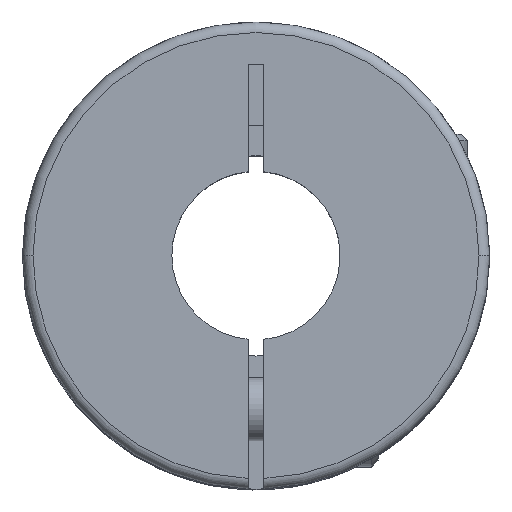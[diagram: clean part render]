
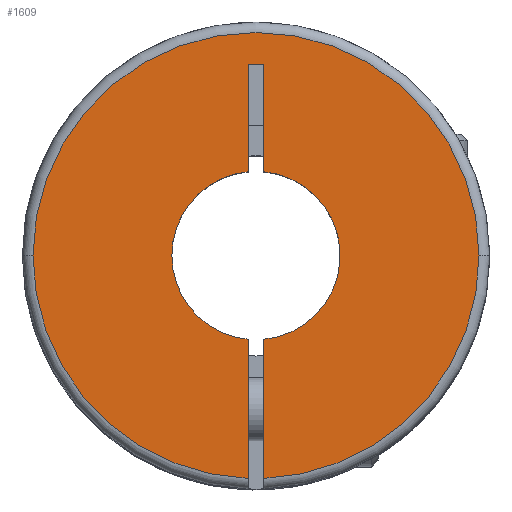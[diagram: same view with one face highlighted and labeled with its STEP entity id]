
A CAD part, top view. The second image highlights one B-rep face of the part: STEP entity #1609.
In plain terms, the highlighted planar face has unit normal (0, 0, 1).
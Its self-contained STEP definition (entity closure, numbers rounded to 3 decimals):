
#7 = FACE_OUTER_BOUND ( 'NONE', #2301, .T. ) ;
#59 = LINE ( 'NONE', #2780, #289 ) ;
#82 = DIRECTION ( 'NONE',  ( 0., -1., 0. ) ) ;
#83 = CARTESIAN_POINT ( 'NONE',  ( 10.6, 0., 0. ) ) ;
#170 = CARTESIAN_POINT ( 'NONE',  ( 0.375, -11.1, 0. ) ) ;
#171 = CARTESIAN_POINT ( 'NONE',  ( -0.375, -3.982, 0. ) ) ;
#175 = VERTEX_POINT ( 'NONE', #3157 ) ;
#182 = DIRECTION ( 'NONE',  ( -1., 0., 0. ) ) ;
#221 = VECTOR ( 'NONE', #2704, 1000. ) ;
#289 = VECTOR ( 'NONE', #308, 1000. ) ;
#295 = LINE ( 'NONE', #1509, #221 ) ;
#308 = DIRECTION ( 'NONE',  ( 0., -1., 0. ) ) ;
#342 = DIRECTION ( 'NONE',  ( 0., 0., -1. ) ) ;
#351 = ORIENTED_EDGE ( 'NONE', *, *, #1166, .F. ) ;
#382 = DIRECTION ( 'NONE',  ( 0., 0., -1. ) ) ;
#407 = CARTESIAN_POINT ( 'NONE',  ( 0.375, 9.1, 0. ) ) ;
#484 = CIRCLE ( 'NONE', #1375, 10.6 ) ;
#495 = EDGE_CURVE ( 'NONE', #3199, #3257, #3393, .T. ) ;
#538 = CARTESIAN_POINT ( 'NONE',  ( 0., 0., 0. ) ) ;
#548 = ORIENTED_EDGE ( 'NONE', *, *, #3856, .T. ) ;
#720 = EDGE_CURVE ( 'NONE', #3862, #3088, #3594, .T. ) ;
#730 = AXIS2_PLACEMENT_3D ( 'NONE', #538, #3189, #1748 ) ;
#868 = ORIENTED_EDGE ( 'NONE', *, *, #911, .F. ) ;
#904 = ORIENTED_EDGE ( 'NONE', *, *, #1053, .F. ) ;
#911 = EDGE_CURVE ( 'NONE', #3257, #2860, #2884, .T. ) ;
#927 = AXIS2_PLACEMENT_3D ( 'NONE', #1572, #342, #1550 ) ;
#994 = CARTESIAN_POINT ( 'NONE',  ( -0.375, 3.982, 0. ) ) ;
#1053 = EDGE_CURVE ( 'NONE', #1764, #175, #484, .T. ) ;
#1085 = CARTESIAN_POINT ( 'NONE',  ( 0.375, 3.982, 0. ) ) ;
#1166 = EDGE_CURVE ( 'NONE', #2333, #3088, #59, .T. ) ;
#1190 = ORIENTED_EDGE ( 'NONE', *, *, #1862, .F. ) ;
#1222 = PLANE ( 'NONE',  #927 ) ;
#1226 = ORIENTED_EDGE ( 'NONE', *, *, #3853, .T. ) ;
#1293 = DIRECTION ( 'NONE',  ( -1., 0., 0. ) ) ;
#1296 = CIRCLE ( 'NONE', #730, 10.6 ) ;
#1349 = DIRECTION ( 'NONE',  ( 0., 0., -1. ) ) ;
#1375 = AXIS2_PLACEMENT_3D ( 'NONE', #3323, #2721, #2678 ) ;
#1401 = ORIENTED_EDGE ( 'NONE', *, *, #720, .T. ) ;
#1410 = VERTEX_POINT ( 'NONE', #1937 ) ;
#1509 = CARTESIAN_POINT ( 'NONE',  ( 0.375, -11.1, 0. ) ) ;
#1550 = DIRECTION ( 'NONE',  ( 0., -1., 0. ) ) ;
#1570 = CARTESIAN_POINT ( 'NONE',  ( -4., 0., 0. ) ) ;
#1572 = CARTESIAN_POINT ( 'NONE',  ( 0., 0., 0. ) ) ;
#1609 = ADVANCED_FACE ( 'NONE', ( #7 ), #1222, .F. ) ;
#1648 = ORIENTED_EDGE ( 'NONE', *, *, #2537, .F. ) ;
#1748 = DIRECTION ( 'NONE',  ( -1., 0., 0. ) ) ;
#1764 = VERTEX_POINT ( 'NONE', #83 ) ;
#1862 = EDGE_CURVE ( 'NONE', #175, #2844, #1989, .T. ) ;
#1931 = CARTESIAN_POINT ( 'NONE',  ( -0.375, 9.1, 0. ) ) ;
#1937 = CARTESIAN_POINT ( 'NONE',  ( 0.375, 9.1, 0. ) ) ;
#1961 = DIRECTION ( 'NONE',  ( 0., 1., 0. ) ) ;
#1989 = LINE ( 'NONE', #170, #2049 ) ;
#2012 = ORIENTED_EDGE ( 'NONE', *, *, #495, .F. ) ;
#2049 = VECTOR ( 'NONE', #1961, 1000. ) ;
#2219 = DIRECTION ( 'NONE',  ( -1., 0., 0. ) ) ;
#2257 = AXIS2_PLACEMENT_3D ( 'NONE', #2609, #3808, #2337 ) ;
#2280 = EDGE_CURVE ( 'NONE', #1410, #2333, #3114, .T. ) ;
#2301 = EDGE_LOOP ( 'NONE', ( #868, #2012, #548, #1401, #351, #2400, #1648, #1226, #1190, #904, #2643 ) ) ;
#2333 = VERTEX_POINT ( 'NONE', #1931 ) ;
#2337 = DIRECTION ( 'NONE',  ( -1., 0., 0. ) ) ;
#2400 = ORIENTED_EDGE ( 'NONE', *, *, #2280, .F. ) ;
#2446 = CARTESIAN_POINT ( 'NONE',  ( -0.375, -10.593, 0. ) ) ;
#2462 = CARTESIAN_POINT ( 'NONE',  ( 0., 0., 0. ) ) ;
#2500 = AXIS2_PLACEMENT_3D ( 'NONE', #2462, #382, #1293 ) ;
#2522 = CARTESIAN_POINT ( 'NONE',  ( 0., 0., 0. ) ) ;
#2537 = EDGE_CURVE ( 'NONE', #3489, #1410, #295, .T. ) ;
#2609 = CARTESIAN_POINT ( 'NONE',  ( 0., 0., 0. ) ) ;
#2643 = ORIENTED_EDGE ( 'NONE', *, *, #3552, .F. ) ;
#2675 = CIRCLE ( 'NONE', #2805, 4. ) ;
#2678 = DIRECTION ( 'NONE',  ( -1., 0., 0. ) ) ;
#2704 = DIRECTION ( 'NONE',  ( 0., 1., 0. ) ) ;
#2721 = DIRECTION ( 'NONE',  ( 0., 0., -1. ) ) ;
#2780 = CARTESIAN_POINT ( 'NONE',  ( -0.375, 9.1, 0. ) ) ;
#2805 = AXIS2_PLACEMENT_3D ( 'NONE', #2522, #3735, #3676 ) ;
#2844 = VERTEX_POINT ( 'NONE', #3385 ) ;
#2860 = VERTEX_POINT ( 'NONE', #3927 ) ;
#2884 = CIRCLE ( 'NONE', #2257, 10.6 ) ;
#2995 = CIRCLE ( 'NONE', #2500, 4. ) ;
#3053 = CARTESIAN_POINT ( 'NONE',  ( -0.375, 9.1, 0. ) ) ;
#3088 = VERTEX_POINT ( 'NONE', #994 ) ;
#3092 = CARTESIAN_POINT ( 'NONE',  ( 0., 0., 0. ) ) ;
#3114 = LINE ( 'NONE', #407, #3709 ) ;
#3157 = CARTESIAN_POINT ( 'NONE',  ( 0.375, -10.593, 0. ) ) ;
#3189 = DIRECTION ( 'NONE',  ( 0., 0., -1. ) ) ;
#3199 = VERTEX_POINT ( 'NONE', #171 ) ;
#3257 = VERTEX_POINT ( 'NONE', #2446 ) ;
#3271 = VECTOR ( 'NONE', #82, 1000. ) ;
#3323 = CARTESIAN_POINT ( 'NONE',  ( 0., 0., 0. ) ) ;
#3385 = CARTESIAN_POINT ( 'NONE',  ( 0.375, -3.982, 0. ) ) ;
#3393 = LINE ( 'NONE', #3053, #3271 ) ;
#3489 = VERTEX_POINT ( 'NONE', #1085 ) ;
#3552 = EDGE_CURVE ( 'NONE', #2860, #1764, #1296, .T. ) ;
#3594 = CIRCLE ( 'NONE', #3725, 4. ) ;
#3676 = DIRECTION ( 'NONE',  ( -1., 0., 0. ) ) ;
#3709 = VECTOR ( 'NONE', #182, 1000. ) ;
#3725 = AXIS2_PLACEMENT_3D ( 'NONE', #3092, #1349, #2219 ) ;
#3735 = DIRECTION ( 'NONE',  ( 0., 0., -1. ) ) ;
#3808 = DIRECTION ( 'NONE',  ( 0., 0., -1. ) ) ;
#3853 = EDGE_CURVE ( 'NONE', #3489, #2844, #2995, .T. ) ;
#3856 = EDGE_CURVE ( 'NONE', #3199, #3862, #2675, .T. ) ;
#3862 = VERTEX_POINT ( 'NONE', #1570 ) ;
#3927 = CARTESIAN_POINT ( 'NONE',  ( -10.6, 0., 0. ) ) ;
